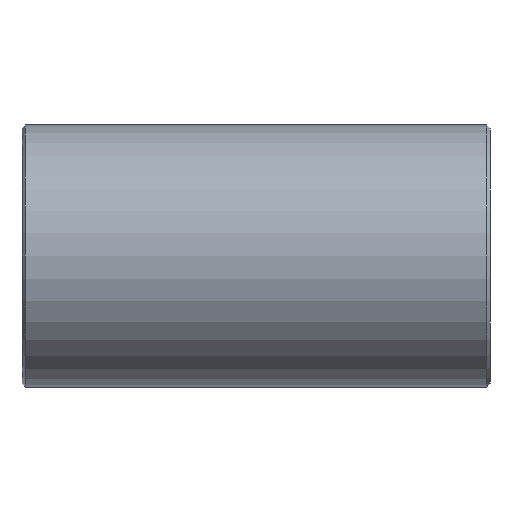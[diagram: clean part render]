
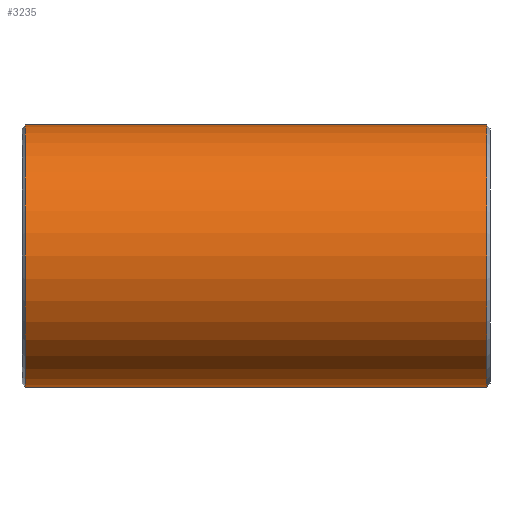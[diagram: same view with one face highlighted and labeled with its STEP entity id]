
A CAD part, front view. The second image highlights one B-rep face of the part: STEP entity #3235.
In plain terms, the highlighted cylindrical face has radius 42 mm (diameter 84 mm), a full revolution.
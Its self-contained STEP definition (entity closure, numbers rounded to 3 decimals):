
#12 = DIRECTION ( 'NONE',  ( 1., 0., 0. ) ) ;
#46 = DIRECTION ( 'NONE',  ( 0., 0., -1. ) ) ;
#470 = ORIENTED_EDGE ( 'NONE', *, *, #1599, .T. ) ;
#499 = FACE_BOUND ( 'NONE', #1517, .T. ) ;
#529 = DIRECTION ( 'NONE',  ( 0., 0., 1. ) ) ;
#610 = VERTEX_POINT ( 'NONE', #5746 ) ;
#615 = CARTESIAN_POINT ( 'NONE',  ( 74., 0., -42. ) ) ;
#617 = VERTEX_POINT ( 'NONE', #5260 ) ;
#935 = CARTESIAN_POINT ( 'NONE',  ( 0., 0., 42. ) ) ;
#1055 = ORIENTED_EDGE ( 'NONE', *, *, #3998, .T. ) ;
#1316 = CARTESIAN_POINT ( 'NONE',  ( 0., 0., -42. ) ) ;
#1420 = EDGE_LOOP ( 'NONE', ( #1956 ) ) ;
#1517 = EDGE_LOOP ( 'NONE', ( #1055, #5033 ) ) ;
#1599 = EDGE_CURVE ( 'NONE', #5392, #5392, #5122, .T. ) ;
#1646 = FACE_OUTER_BOUND ( 'NONE', #1420, .T. ) ;
#1686 = CARTESIAN_POINT ( 'NONE',  ( 0., 0., 42. ) ) ;
#1897 = AXIS2_PLACEMENT_3D ( 'NONE', #6424, #12, #3165 ) ;
#1937 =( BOUNDED_CURVE ( )  B_SPLINE_CURVE ( 3, ( #1316, #6643, #3972, #935 ),
 .UNSPECIFIED., .F., .T. ) 
 B_SPLINE_CURVE_WITH_KNOTS ( ( 4, 4 ),
 ( 1.571, 4.712 ),
 .UNSPECIFIED. ) 
 CURVE ( )  GEOMETRIC_REPRESENTATION_ITEM ( )  RATIONAL_B_SPLINE_CURVE ( ( 1., 0.333, 0.333, 1. ) ) 
 REPRESENTATION_ITEM ( '' )  );
#1956 = ORIENTED_EDGE ( 'NONE', *, *, #2315, .T. ) ;
#2013 = CIRCLE ( 'NONE', #2998, 42. ) ;
#2315 = EDGE_CURVE ( 'NONE', #4329, #4329, #2013, .T. ) ;
#2889 = EDGE_LOOP ( 'NONE', ( #470 ) ) ;
#2998 = AXIS2_PLACEMENT_3D ( 'NONE', #3691, #5836, #529 ) ;
#3165 = DIRECTION ( 'NONE',  ( 0., 0., -1. ) ) ;
#3235 = ADVANCED_FACE ( 'NONE', ( #6392, #1646, #499 ), #3723, .T. ) ;
#3691 = CARTESIAN_POINT ( 'NONE',  ( -74., 0., 0. ) ) ;
#3723 = CYLINDRICAL_SURFACE ( 'NONE', #1897, 42. ) ;
#3802 = CARTESIAN_POINT ( 'NONE',  ( -74., 0., 42. ) ) ;
#3822 = CARTESIAN_POINT ( 'NONE',  ( -100., 84., 42. ) ) ;
#3972 = CARTESIAN_POINT ( 'NONE',  ( 100., 84., 42. ) ) ;
#3998 = EDGE_CURVE ( 'NONE', #617, #610, #5286, .T. ) ;
#4145 = DIRECTION ( 'NONE',  ( -1., 0., 0. ) ) ;
#4218 = CARTESIAN_POINT ( 'NONE',  ( -100., 84., -42. ) ) ;
#4329 = VERTEX_POINT ( 'NONE', #3802 ) ;
#4785 = CARTESIAN_POINT ( 'NONE',  ( 0., 0., -42. ) ) ;
#5033 = ORIENTED_EDGE ( 'NONE', *, *, #6738, .T. ) ;
#5122 = CIRCLE ( 'NONE', #6235, 42. ) ;
#5243 = CARTESIAN_POINT ( 'NONE',  ( 74., 0., 0. ) ) ;
#5260 = CARTESIAN_POINT ( 'NONE',  ( 0., 0., 42. ) ) ;
#5286 =( BOUNDED_CURVE ( )  B_SPLINE_CURVE ( 3, ( #1686, #3822, #4218, #4785 ),
 .UNSPECIFIED., .F., .T. ) 
 B_SPLINE_CURVE_WITH_KNOTS ( ( 4, 4 ),
 ( 1.571, 4.712 ),
 .UNSPECIFIED. ) 
 CURVE ( )  GEOMETRIC_REPRESENTATION_ITEM ( )  RATIONAL_B_SPLINE_CURVE ( ( 1., 0.333, 0.333, 1. ) ) 
 REPRESENTATION_ITEM ( '' )  );
#5392 = VERTEX_POINT ( 'NONE', #615 ) ;
#5746 = CARTESIAN_POINT ( 'NONE',  ( 0., 0., -42. ) ) ;
#5836 = DIRECTION ( 'NONE',  ( 1., 0., 0. ) ) ;
#6235 = AXIS2_PLACEMENT_3D ( 'NONE', #5243, #4145, #46 ) ;
#6392 = FACE_OUTER_BOUND ( 'NONE', #2889, .T. ) ;
#6424 = CARTESIAN_POINT ( 'NONE',  ( 0., 0., 0. ) ) ;
#6643 = CARTESIAN_POINT ( 'NONE',  ( 100., 84., -42. ) ) ;
#6738 = EDGE_CURVE ( 'NONE', #610, #617, #1937, .T. ) ;
